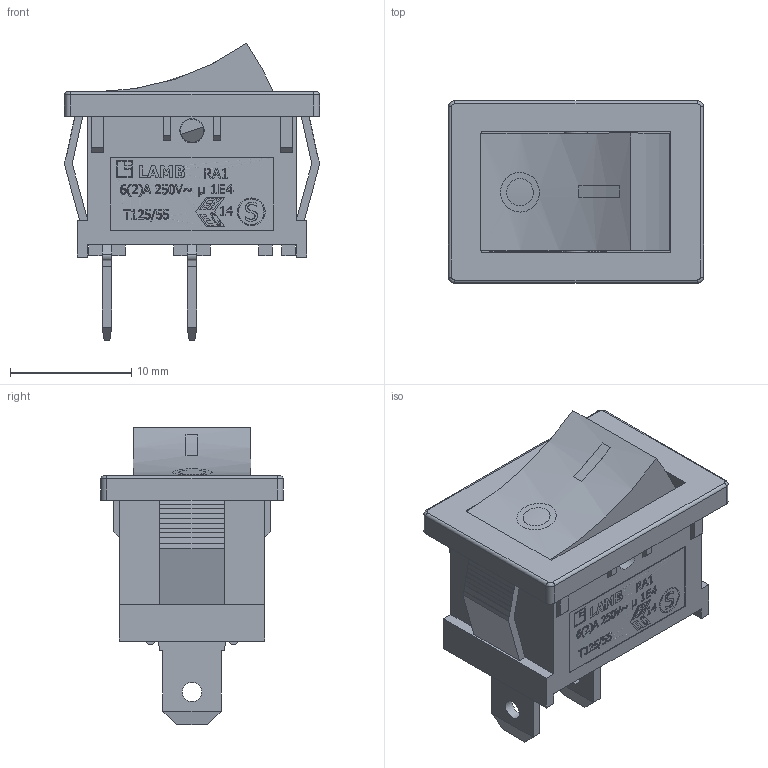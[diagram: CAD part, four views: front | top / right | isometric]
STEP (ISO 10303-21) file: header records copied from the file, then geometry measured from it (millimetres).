
FILE_DESCRIPTION((' '),'2;1');
FILE_NAME('RA1113xxx1.stp','2017-07-26T14:14:45',(' '),(' '),' ','ACIS',' ');
FILE_SCHEMA(('CONFIG_CONTROL_DESIGN'));
Length unit declared in the file: inch
Products named in the file (1): RA1113xxx1.stp
Bounding box: 21 x 15 x 24.51 mm (x, y, z)
Volume: 1552.9 mm3; surface area: 3384.5 mm2
Topology: 1 solids, 1 shells, 770 faces, 1881 edges, 1174 vertices
Faces by surface type: plane 552, bspline 190, cylinder 28
Full cylindrical faces by diameter (mm): 1.6 x2, 1.9 x2, 2 x2, 2.11 x1, 2.29 x1
Entity records: 23669 total; most frequent: CARTESIAN_POINT 6805, ORIENTED_EDGE 3754, DIRECTION 2747, EDGE_CURVE 1877, VECTOR 1441, LINE 1441, VERTEX_POINT 1174, EDGE_LOOP 847
